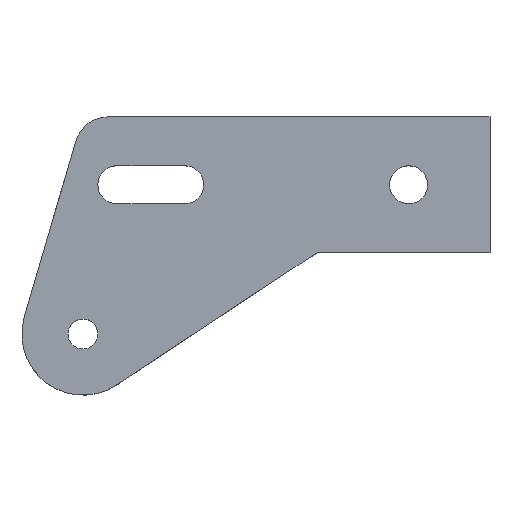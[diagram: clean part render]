
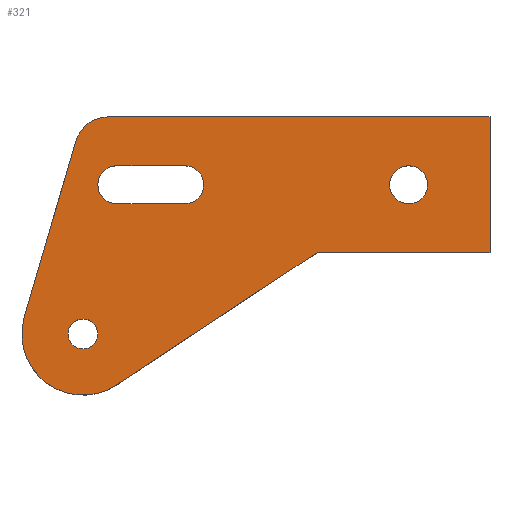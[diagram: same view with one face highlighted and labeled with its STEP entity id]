
A CAD part, top view. The second image highlights one B-rep face of the part: STEP entity #321.
In plain terms, the highlighted planar face has unit normal (0, 0, 1).
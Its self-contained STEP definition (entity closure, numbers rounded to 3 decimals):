
#19=FACE_BOUND('',#71,.T.);
#20=FACE_BOUND('',#72,.T.);
#21=FACE_BOUND('',#73,.T.);
#33=PLANE('',#366);
#50=FACE_OUTER_BOUND('',#70,.T.);
#70=EDGE_LOOP('',(#286,#287,#288,#289,#290,#291,#292));
#71=EDGE_LOOP('',(#293,#294,#295,#296));
#72=EDGE_LOOP('',(#297));
#73=EDGE_LOOP('',(#298));
#78=LINE('',#490,#105);
#88=LINE('',#546,#115);
#91=LINE('',#554,#118);
#93=LINE('',#560,#120);
#95=LINE('',#564,#122);
#97=LINE('',#568,#124);
#99=LINE('',#572,#126);
#105=VECTOR('',#381,10.);
#115=VECTOR('',#421,10.);
#118=VECTOR('',#430,10.);
#120=VECTOR('',#438,10.);
#122=VECTOR('',#442,10.);
#124=VECTOR('',#446,10.);
#126=VECTOR('',#450,10.);
#128=CIRCLE('',#337,5.);
#137=CIRCLE('',#351,2.2);
#138=CIRCLE('',#353,2.8);
#139=CIRCLE('',#356,2.8);
#140=CIRCLE('',#359,2.8);
#141=CIRCLE('',#365,9.);
#142=VERTEX_POINT('',#460);
#143=VERTEX_POINT('',#461);
#148=VERTEX_POINT('',#488);
#160=VERTEX_POINT('',#535);
#161=VERTEX_POINT('',#539);
#162=VERTEX_POINT('',#543);
#163=VERTEX_POINT('',#545);
#164=VERTEX_POINT('',#549);
#165=VERTEX_POINT('',#553);
#166=VERTEX_POINT('',#559);
#167=VERTEX_POINT('',#563);
#168=VERTEX_POINT('',#567);
#169=VERTEX_POINT('',#571);
#170=EDGE_CURVE('',#142,#143,#128,.T.);
#177=EDGE_CURVE('',#142,#148,#78,.T.);
#192=EDGE_CURVE('',#160,#160,#137,.T.);
#194=EDGE_CURVE('',#161,#161,#138,.T.);
#197=EDGE_CURVE('',#163,#162,#88,.T.);
#199=EDGE_CURVE('',#164,#163,#139,.T.);
#201=EDGE_CURVE('',#165,#164,#91,.T.);
#203=EDGE_CURVE('',#162,#165,#140,.T.);
#204=EDGE_CURVE('',#166,#143,#93,.T.);
#206=EDGE_CURVE('',#167,#166,#95,.T.);
#208=EDGE_CURVE('',#168,#167,#97,.T.);
#210=EDGE_CURVE('',#169,#168,#99,.T.);
#212=EDGE_CURVE('',#148,#169,#141,.T.);
#286=ORIENTED_EDGE('',*,*,#170,.F.);
#287=ORIENTED_EDGE('',*,*,#177,.T.);
#288=ORIENTED_EDGE('',*,*,#212,.T.);
#289=ORIENTED_EDGE('',*,*,#210,.T.);
#290=ORIENTED_EDGE('',*,*,#208,.T.);
#291=ORIENTED_EDGE('',*,*,#206,.T.);
#292=ORIENTED_EDGE('',*,*,#204,.T.);
#293=ORIENTED_EDGE('',*,*,#203,.T.);
#294=ORIENTED_EDGE('',*,*,#201,.T.);
#295=ORIENTED_EDGE('',*,*,#199,.T.);
#296=ORIENTED_EDGE('',*,*,#197,.T.);
#297=ORIENTED_EDGE('',*,*,#194,.T.);
#298=ORIENTED_EDGE('',*,*,#192,.T.);
#321=ADVANCED_FACE('',(#50,#19,#20,#21),#33,.T.);
#337=AXIS2_PLACEMENT_3D('',#462,#371,#372);
#351=AXIS2_PLACEMENT_3D('',#536,#410,#411);
#353=AXIS2_PLACEMENT_3D('',#540,#415,#416);
#356=AXIS2_PLACEMENT_3D('',#550,#425,#426);
#359=AXIS2_PLACEMENT_3D('',#557,#434,#435);
#365=AXIS2_PLACEMENT_3D('',#575,#454,#455);
#366=AXIS2_PLACEMENT_3D('',#576,#456,#457);
#371=DIRECTION('center_axis',(0.,0.,-1.));
#372=DIRECTION('ref_axis',(-0.6,0.8,0.));
#381=DIRECTION('',(-0.281,-0.96,0.));
#410=DIRECTION('center_axis',(0.,0.,-1.));
#411=DIRECTION('ref_axis',(1.,0.,0.));
#415=DIRECTION('center_axis',(0.,0.,-1.));
#416=DIRECTION('ref_axis',(1.,0.,0.));
#421=DIRECTION('',(-1.,0.,0.));
#425=DIRECTION('center_axis',(0.,0.,-1.));
#426=DIRECTION('ref_axis',(0.,-1.,0.));
#430=DIRECTION('',(1.,0.,0.));
#434=DIRECTION('center_axis',(0.,0.,-1.));
#435=DIRECTION('ref_axis',(0.,1.,0.));
#438=DIRECTION('',(-1.,0.,0.));
#442=DIRECTION('',(0.,1.,0.));
#446=DIRECTION('',(1.,0.,0.));
#450=DIRECTION('',(0.834,0.551,0.));
#454=DIRECTION('center_axis',(0.,0.,1.));
#455=DIRECTION('ref_axis',(1.,0.,0.));
#456=DIRECTION('center_axis',(0.,0.,1.));
#457=DIRECTION('ref_axis',(1.,0.,0.));
#460=CARTESIAN_POINT('',(-1.053,16.405,8.));
#461=CARTESIAN_POINT('',(3.746,20.,8.));
#462=CARTESIAN_POINT('Origin',(3.746,15.,8.));
#488=CARTESIAN_POINT('',(-8.63,-9.471,8.));
#490=CARTESIAN_POINT('',(-8.63,-9.471,8.));
#535=CARTESIAN_POINT('',(-2.193,-12.,8.));
#536=CARTESIAN_POINT('Origin',(0.007,-12.,8.));
#539=CARTESIAN_POINT('',(45.2,10.,8.));
#540=CARTESIAN_POINT('Origin',(48.,10.,8.));
#543=CARTESIAN_POINT('',(5.,7.2,8.));
#545=CARTESIAN_POINT('',(15.,7.2,8.));
#546=CARTESIAN_POINT('',(5.,7.2,8.));
#549=CARTESIAN_POINT('',(15.,12.8,8.));
#550=CARTESIAN_POINT('Origin',(15.,10.,8.));
#553=CARTESIAN_POINT('',(5.,12.8,8.));
#554=CARTESIAN_POINT('',(15.,12.8,8.));
#557=CARTESIAN_POINT('Origin',(5.,10.,8.));
#559=CARTESIAN_POINT('',(60.,20.,8.));
#560=CARTESIAN_POINT('',(60.,20.,8.));
#563=CARTESIAN_POINT('',(60.,0.,8.));
#564=CARTESIAN_POINT('',(60.,0.,8.));
#567=CARTESIAN_POINT('',(34.51,0.,8.));
#568=CARTESIAN_POINT('',(0.,0.,8.));
#571=CARTESIAN_POINT('',(4.967,-19.51,8.));
#572=CARTESIAN_POINT('',(4.967,-19.51,8.));
#575=CARTESIAN_POINT('Origin',(0.007,-12.,8.));
#576=CARTESIAN_POINT('Origin',(25.503,-0.5,8.));
